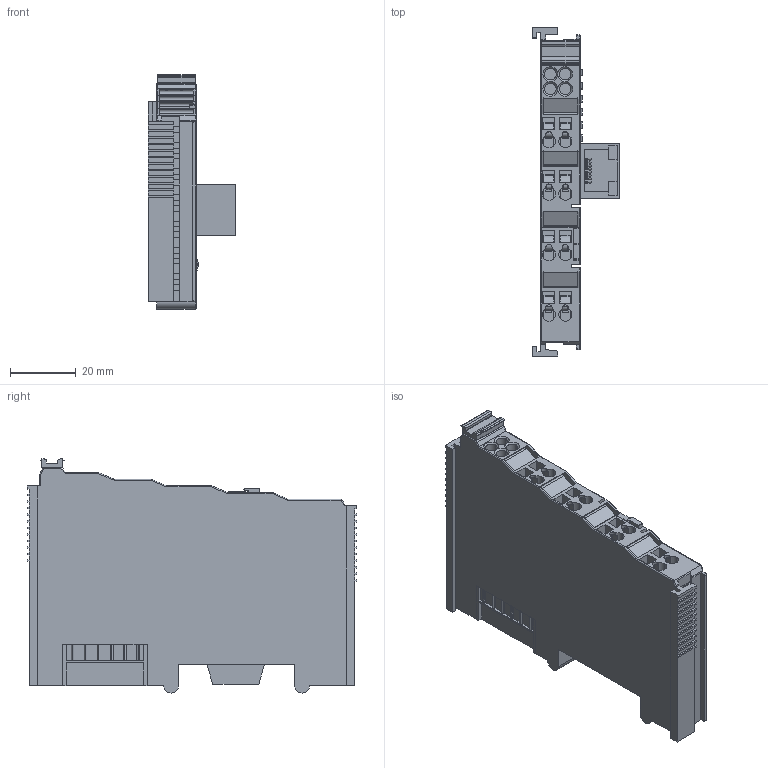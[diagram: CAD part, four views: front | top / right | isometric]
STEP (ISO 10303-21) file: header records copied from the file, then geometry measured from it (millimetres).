
FILE_DESCRIPTION (( 'STEP AP214' ), '1' );
FILE_NAME ('PX-902.STEP', '2014-11-17T15:20:22', ( '' ), ( '' ), 'SwSTEP 2.0', 'SolidWorks 2014', '' );
FILE_SCHEMA (( 'AUTOMOTIVE_DESIGN' ));
Length unit declared in the file: millimetre
Products named in the file (1): PX-902
Bounding box: 26.5 x 100.25 x 71.26 mm (x, y, z)
Volume: 60304.5 mm3; surface area: 35290.6 mm2
Topology: 17 solids, 17 shells, 1352 faces, 3910 edges, 2524 vertices
Faces by surface type: plane 940, cylinder 312, bspline 48, torus 26, sphere 18, cone 8
Entity records: 48539 total; most frequent: CARTESIAN_POINT 8496, ORIENTED_EDGE 7784, DIRECTION 7244, EDGE_CURVE 3892, LINE 3000, VECTOR 3000, VERTEX_POINT 2522, AXIS2_PLACEMENT_3D 2122
